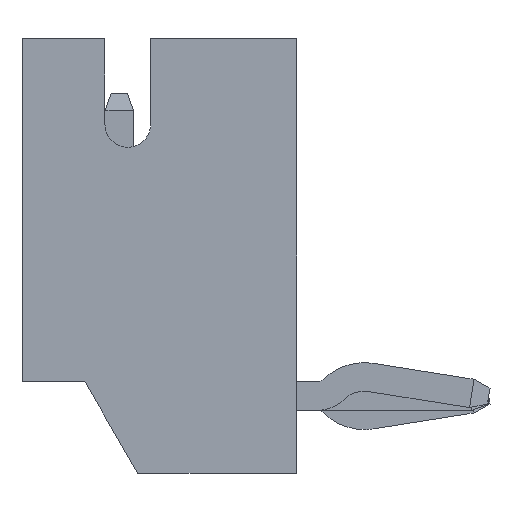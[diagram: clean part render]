
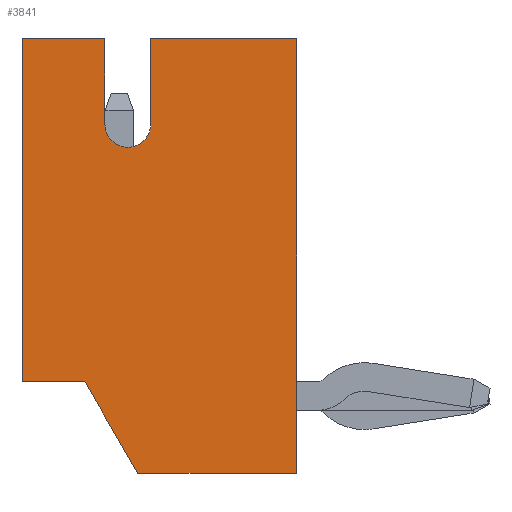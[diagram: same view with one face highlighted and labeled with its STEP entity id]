
A CAD part, left-side view. The second image highlights one B-rep face of the part: STEP entity #3841.
In plain terms, the highlighted planar face has unit normal (-1, 0, 0).
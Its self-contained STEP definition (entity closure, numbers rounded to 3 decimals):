
#89 = CARTESIAN_POINT ( 'NONE',  ( -6.95, 0., 3.8 ) ) ;
#96 = EDGE_CURVE ( 'NONE', #1093, #633, #4127, .T. ) ;
#102 = EDGE_CURVE ( 'NONE', #2064, #5030, #2975, .T. ) ;
#191 = ORIENTED_EDGE ( 'NONE', *, *, #1407, .T. ) ;
#256 = CARTESIAN_POINT ( 'NONE',  ( -6.95, 3.7, -2.2 ) ) ;
#317 = FACE_OUTER_BOUND ( 'NONE', #3465, .T. ) ;
#329 = LINE ( 'NONE', #2964, #1523 ) ;
#363 = LINE ( 'NONE', #89, #4792 ) ;
#517 = CARTESIAN_POINT ( 'NONE',  ( -6.95, 4.8, -2.2 ) ) ;
#626 = CARTESIAN_POINT ( 'NONE',  ( -6.95, 4.8, 3.8 ) ) ;
#633 = VERTEX_POINT ( 'NONE', #5212 ) ;
#659 = DIRECTION ( 'NONE',  ( 0., 0., -1. ) ) ;
#783 = VECTOR ( 'NONE', #5043, 1000. ) ;
#897 = DIRECTION ( 'NONE',  ( 1., 0., 0. ) ) ;
#962 = VERTEX_POINT ( 'NONE', #3980 ) ;
#1008 = DIRECTION ( 'NONE',  ( 0., 1., 0. ) ) ;
#1014 = EDGE_CURVE ( 'NONE', #5030, #2935, #4723, .T. ) ;
#1030 = CARTESIAN_POINT ( 'NONE',  ( -6.95, 2.95, 2.3 ) ) ;
#1038 = VECTOR ( 'NONE', #3926, 1000. ) ;
#1065 = ORIENTED_EDGE ( 'NONE', *, *, #4135, .T. ) ;
#1093 = VERTEX_POINT ( 'NONE', #3709 ) ;
#1323 = AXIS2_PLACEMENT_3D ( 'NONE', #1703, #2188, #3050 ) ;
#1359 = VECTOR ( 'NONE', #5545, 1000. ) ;
#1407 = EDGE_CURVE ( 'NONE', #4942, #4611, #363, .T. ) ;
#1464 = EDGE_CURVE ( 'NONE', #962, #4983, #4656, .T. ) ;
#1466 = ORIENTED_EDGE ( 'NONE', *, *, #1014, .T. ) ;
#1523 = VECTOR ( 'NONE', #1694, 1000. ) ;
#1527 = CARTESIAN_POINT ( 'NONE',  ( -6.95, 4.8, 3.8 ) ) ;
#1692 = CARTESIAN_POINT ( 'NONE',  ( -6.95, 2.55, 2.3 ) ) ;
#1694 = DIRECTION ( 'NONE',  ( 0., -1., 0. ) ) ;
#1703 = CARTESIAN_POINT ( 'NONE',  ( -6.95, 4.8, 3.8 ) ) ;
#1737 = ORIENTED_EDGE ( 'NONE', *, *, #3904, .T. ) ;
#1778 = PLANE ( 'NONE',  #1323 ) ;
#1785 = DIRECTION ( 'NONE',  ( 0., 0., 1. ) ) ;
#2000 = ORIENTED_EDGE ( 'NONE', *, *, #4900, .T. ) ;
#2064 = VERTEX_POINT ( 'NONE', #2110 ) ;
#2079 = CARTESIAN_POINT ( 'NONE',  ( -6.95, 4.8, 3.8 ) ) ;
#2105 = CARTESIAN_POINT ( 'NONE',  ( -6.95, 0., -3.8 ) ) ;
#2110 = CARTESIAN_POINT ( 'NONE',  ( -6.95, 3.35, 3.8 ) ) ;
#2188 = DIRECTION ( 'NONE',  ( -1., 0., 0. ) ) ;
#2296 = CARTESIAN_POINT ( 'NONE',  ( -6.95, 0., 3.8 ) ) ;
#2367 = CARTESIAN_POINT ( 'NONE',  ( -6.95, 4.8, -3.8 ) ) ;
#2376 = ORIENTED_EDGE ( 'NONE', *, *, #102, .T. ) ;
#2399 = ORIENTED_EDGE ( 'NONE', *, *, #3041, .T. ) ;
#2514 = VERTEX_POINT ( 'NONE', #256 ) ;
#2560 = DIRECTION ( 'NONE',  ( 0., 0., -1. ) ) ;
#2578 = AXIS2_PLACEMENT_3D ( 'NONE', #4289, #897, #4367 ) ;
#2695 = VERTEX_POINT ( 'NONE', #5487 ) ;
#2707 = LINE ( 'NONE', #626, #3459 ) ;
#2762 = CIRCLE ( 'NONE', #4591, 0.4 ) ;
#2841 = EDGE_CURVE ( 'NONE', #2935, #2514, #329, .T. ) ;
#2935 = VERTEX_POINT ( 'NONE', #517 ) ;
#2964 = CARTESIAN_POINT ( 'NONE',  ( -6.95, 4.8, -2.2 ) ) ;
#2975 = LINE ( 'NONE', #2079, #1038 ) ;
#3015 = CARTESIAN_POINT ( 'NONE',  ( -6.95, 3.35, 3.8 ) ) ;
#3041 = EDGE_CURVE ( 'NONE', #4611, #962, #2707, .T. ) ;
#3050 = DIRECTION ( 'NONE',  ( 0., 0., 1. ) ) ;
#3074 = ORIENTED_EDGE ( 'NONE', *, *, #2841, .T. ) ;
#3210 = ORIENTED_EDGE ( 'NONE', *, *, #1464, .T. ) ;
#3224 = VECTOR ( 'NONE', #659, 1000. ) ;
#3459 = VECTOR ( 'NONE', #1008, 1000. ) ;
#3465 = EDGE_LOOP ( 'NONE', ( #191, #2399, #3210, #1065, #4908, #2000, #2376, #1466, #3074, #1737, #5092 ) ) ;
#3472 = CARTESIAN_POINT ( 'NONE',  ( -6.95, 2.55, 3.8 ) ) ;
#3611 = EDGE_CURVE ( 'NONE', #2695, #4942, #4407, .T. ) ;
#3700 = LINE ( 'NONE', #3015, #1359 ) ;
#3709 = CARTESIAN_POINT ( 'NONE',  ( -6.95, 2.95, 1.9 ) ) ;
#3841 = ADVANCED_FACE ( 'NONE', ( #317 ), #1778, .T. ) ;
#3904 = EDGE_CURVE ( 'NONE', #2514, #2695, #4879, .T. ) ;
#3926 = DIRECTION ( 'NONE',  ( 0., 1., 0. ) ) ;
#3980 = CARTESIAN_POINT ( 'NONE',  ( -6.95, 2.55, 3.8 ) ) ;
#4108 = DIRECTION ( 'NONE',  ( 1., 0., 0. ) ) ;
#4127 = CIRCLE ( 'NONE', #2578, 0.4 ) ;
#4135 = EDGE_CURVE ( 'NONE', #4983, #1093, #2762, .T. ) ;
#4282 = CARTESIAN_POINT ( 'NONE',  ( -6.95, 3.7, -2.2 ) ) ;
#4289 = CARTESIAN_POINT ( 'NONE',  ( -6.95, 2.95, 2.3 ) ) ;
#4367 = DIRECTION ( 'NONE',  ( 0., 0., 1. ) ) ;
#4385 = CARTESIAN_POINT ( 'NONE',  ( -6.95, 4.8, 3.8 ) ) ;
#4407 = LINE ( 'NONE', #2367, #783 ) ;
#4494 = DIRECTION ( 'NONE',  ( 0., 0., 1. ) ) ;
#4588 = VECTOR ( 'NONE', #2560, 1000. ) ;
#4591 = AXIS2_PLACEMENT_3D ( 'NONE', #1030, #4108, #4494 ) ;
#4611 = VERTEX_POINT ( 'NONE', #2296 ) ;
#4656 = LINE ( 'NONE', #3472, #4588 ) ;
#4723 = LINE ( 'NONE', #1527, #3224 ) ;
#4792 = VECTOR ( 'NONE', #1785, 1000. ) ;
#4879 = LINE ( 'NONE', #4282, #5221 ) ;
#4900 = EDGE_CURVE ( 'NONE', #633, #2064, #3700, .T. ) ;
#4908 = ORIENTED_EDGE ( 'NONE', *, *, #96, .T. ) ;
#4942 = VERTEX_POINT ( 'NONE', #2105 ) ;
#4983 = VERTEX_POINT ( 'NONE', #1692 ) ;
#5030 = VERTEX_POINT ( 'NONE', #4385 ) ;
#5043 = DIRECTION ( 'NONE',  ( 0., -1., 0. ) ) ;
#5092 = ORIENTED_EDGE ( 'NONE', *, *, #3611, .T. ) ;
#5212 = CARTESIAN_POINT ( 'NONE',  ( -6.95, 3.35, 2.3 ) ) ;
#5221 = VECTOR ( 'NONE', #5576, 1000. ) ;
#5487 = CARTESIAN_POINT ( 'NONE',  ( -6.95, 2.776, -3.8 ) ) ;
#5545 = DIRECTION ( 'NONE',  ( 0., 0., 1. ) ) ;
#5576 = DIRECTION ( 'NONE',  ( 0., -0.5, -0.866 ) ) ;
